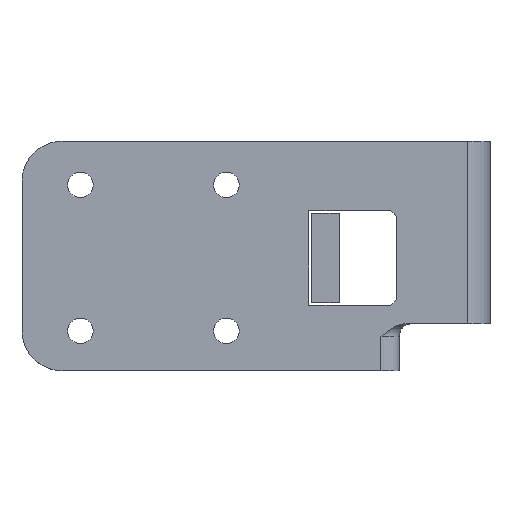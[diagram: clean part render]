
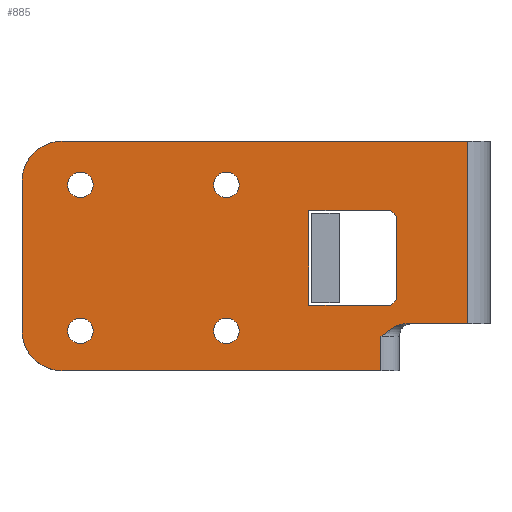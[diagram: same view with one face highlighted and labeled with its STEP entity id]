
A CAD part, top view. The second image highlights one B-rep face of the part: STEP entity #885.
In plain terms, the highlighted planar face has unit normal (0, 0, 1).
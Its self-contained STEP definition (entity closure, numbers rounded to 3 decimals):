
#22=B_SPLINE_CURVE_WITH_KNOTS('',3,(#1408,#1409,#1410,#1411,#1412,#1413,
#1414,#1415),.UNSPECIFIED.,.F.,.F.,(4,2,2,4),(0.,0.228,0.3,
0.371),.UNSPECIFIED.);
#30=FACE_BOUND('',#143,.T.);
#31=FACE_BOUND('',#144,.T.);
#32=FACE_BOUND('',#145,.T.);
#33=FACE_BOUND('',#146,.T.);
#34=FACE_BOUND('',#147,.T.);
#50=PLANE('',#963);
#81=FACE_OUTER_BOUND('',#142,.T.);
#142=EDGE_LOOP('',(#643,#644,#645,#646,#647,#648,#649,#650,#651));
#143=EDGE_LOOP('',(#652));
#144=EDGE_LOOP('',(#653));
#145=EDGE_LOOP('',(#654));
#146=EDGE_LOOP('',(#655));
#147=EDGE_LOOP('',(#656,#657,#658,#659,#660,#661));
#228=LINE('',#1396,#304);
#229=LINE('',#1400,#305);
#230=LINE('',#1404,#306);
#231=LINE('',#1406,#307);
#232=LINE('',#1417,#308);
#233=LINE('',#1418,#309);
#234=LINE('',#1429,#310);
#235=LINE('',#1431,#311);
#236=LINE('',#1433,#312);
#237=LINE('',#1435,#313);
#238=LINE('',#1437,#314);
#239=LINE('',#1438,#315);
#304=VECTOR('',#1096,10.);
#305=VECTOR('',#1099,10.);
#306=VECTOR('',#1102,10.);
#307=VECTOR('',#1103,10.);
#308=VECTOR('',#1104,10.);
#309=VECTOR('',#1105,10.);
#310=VECTOR('',#1114,10.);
#311=VECTOR('',#1115,10.);
#312=VECTOR('',#1116,10.);
#313=VECTOR('',#1117,10.);
#314=VECTOR('',#1118,10.);
#315=VECTOR('',#1119,10.);
#372=CIRCLE('',#964,5.5);
#373=CIRCLE('',#965,5.5);
#374=CIRCLE('',#966,1.75);
#375=CIRCLE('',#967,1.75);
#376=CIRCLE('',#968,1.75);
#377=CIRCLE('',#969,1.75);
#435=VERTEX_POINT('',#1394);
#436=VERTEX_POINT('',#1395);
#437=VERTEX_POINT('',#1397);
#438=VERTEX_POINT('',#1399);
#439=VERTEX_POINT('',#1401);
#440=VERTEX_POINT('',#1403);
#441=VERTEX_POINT('',#1405);
#442=VERTEX_POINT('',#1407);
#443=VERTEX_POINT('',#1416);
#444=VERTEX_POINT('',#1419);
#445=VERTEX_POINT('',#1421);
#446=VERTEX_POINT('',#1423);
#447=VERTEX_POINT('',#1425);
#448=VERTEX_POINT('',#1427);
#449=VERTEX_POINT('',#1428);
#450=VERTEX_POINT('',#1430);
#451=VERTEX_POINT('',#1432);
#452=VERTEX_POINT('',#1434);
#453=VERTEX_POINT('',#1436);
#517=EDGE_CURVE('',#435,#436,#228,.T.);
#518=EDGE_CURVE('',#435,#437,#372,.T.);
#519=EDGE_CURVE('',#438,#437,#229,.T.);
#520=EDGE_CURVE('',#438,#439,#373,.T.);
#521=EDGE_CURVE('',#440,#439,#230,.T.);
#522=EDGE_CURVE('',#440,#441,#231,.T.);
#523=EDGE_CURVE('',#441,#442,#22,.T.);
#524=EDGE_CURVE('',#443,#442,#232,.T.);
#525=EDGE_CURVE('',#436,#443,#233,.T.);
#526=EDGE_CURVE('',#444,#444,#374,.T.);
#527=EDGE_CURVE('',#445,#445,#375,.T.);
#528=EDGE_CURVE('',#446,#446,#376,.T.);
#529=EDGE_CURVE('',#447,#447,#377,.T.);
#530=EDGE_CURVE('',#448,#449,#234,.T.);
#531=EDGE_CURVE('',#449,#450,#235,.T.);
#532=EDGE_CURVE('',#450,#451,#236,.T.);
#533=EDGE_CURVE('',#451,#452,#237,.T.);
#534=EDGE_CURVE('',#452,#453,#238,.T.);
#535=EDGE_CURVE('',#453,#448,#239,.T.);
#643=ORIENTED_EDGE('',*,*,#517,.F.);
#644=ORIENTED_EDGE('',*,*,#518,.T.);
#645=ORIENTED_EDGE('',*,*,#519,.F.);
#646=ORIENTED_EDGE('',*,*,#520,.T.);
#647=ORIENTED_EDGE('',*,*,#521,.F.);
#648=ORIENTED_EDGE('',*,*,#522,.T.);
#649=ORIENTED_EDGE('',*,*,#523,.T.);
#650=ORIENTED_EDGE('',*,*,#524,.F.);
#651=ORIENTED_EDGE('',*,*,#525,.F.);
#652=ORIENTED_EDGE('',*,*,#526,.T.);
#653=ORIENTED_EDGE('',*,*,#527,.T.);
#654=ORIENTED_EDGE('',*,*,#528,.T.);
#655=ORIENTED_EDGE('',*,*,#529,.T.);
#656=ORIENTED_EDGE('',*,*,#530,.T.);
#657=ORIENTED_EDGE('',*,*,#531,.T.);
#658=ORIENTED_EDGE('',*,*,#532,.T.);
#659=ORIENTED_EDGE('',*,*,#533,.T.);
#660=ORIENTED_EDGE('',*,*,#534,.T.);
#661=ORIENTED_EDGE('',*,*,#535,.T.);
#885=ADVANCED_FACE('',(#81,#30,#31,#32,#33,#34),#50,.T.);
#963=AXIS2_PLACEMENT_3D('',#1393,#1094,#1095);
#964=AXIS2_PLACEMENT_3D('',#1398,#1097,#1098);
#965=AXIS2_PLACEMENT_3D('',#1402,#1100,#1101);
#966=AXIS2_PLACEMENT_3D('',#1420,#1106,#1107);
#967=AXIS2_PLACEMENT_3D('',#1422,#1108,#1109);
#968=AXIS2_PLACEMENT_3D('',#1424,#1110,#1111);
#969=AXIS2_PLACEMENT_3D('',#1426,#1112,#1113);
#1094=DIRECTION('center_axis',(0.,0.,
1.));
#1095=DIRECTION('ref_axis',(1.,0.,0.));
#1096=DIRECTION('',(1.,0.,0.));
#1097=DIRECTION('center_axis',(0.,0.,
1.));
#1098=DIRECTION('ref_axis',(-0.707,0.707,0.));
#1099=DIRECTION('',(0.,1.,0.));
#1100=DIRECTION('center_axis',(0.,0.,
1.));
#1101=DIRECTION('ref_axis',(-0.707,-0.707,0.));
#1102=DIRECTION('',(-1.,0.,0.));
#1103=DIRECTION('',(0.,1.,0.));
#1104=DIRECTION('',(-1.,0.,0.));
#1105=DIRECTION('',(0.,-1.,0.));
#1106=DIRECTION('center_axis',(0.,0.,
-1.));
#1107=DIRECTION('ref_axis',(1.,0.,0.));
#1108=DIRECTION('center_axis',(0.,0.,
-1.));
#1109=DIRECTION('ref_axis',(1.,0.,0.));
#1110=DIRECTION('center_axis',(0.,0.,
-1.));
#1111=DIRECTION('ref_axis',(1.,0.,0.));
#1112=DIRECTION('center_axis',(0.,0.,
-1.));
#1113=DIRECTION('ref_axis',(1.,0.,0.));
#1114=DIRECTION('',(1.,0.,0.));
#1115=DIRECTION('',(0.707,-0.707,0.));
#1116=DIRECTION('',(0.,-1.,0.));
#1117=DIRECTION('',(-0.707,-0.707,0.));
#1118=DIRECTION('',(-1.,0.,0.));
#1119=DIRECTION('',(0.,1.,0.));
#1393=CARTESIAN_POINT('Origin',(11.03,0.273,172.));
#1394=CARTESIAN_POINT('',(-15.5,16.,172.));
#1395=CARTESIAN_POINT('',(40.06,16.,172.));
#1396=CARTESIAN_POINT('',(-18.,16.,172.));
#1397=CARTESIAN_POINT('',(-21.,10.5,172.));
#1398=CARTESIAN_POINT('Origin',(-15.5,10.5,172.));
#1399=CARTESIAN_POINT('',(-21.,-9.955,172.));
#1400=CARTESIAN_POINT('',(-21.,-15.455,172.));
#1401=CARTESIAN_POINT('',(-15.5,-15.455,172.));
#1402=CARTESIAN_POINT('Origin',(-15.5,-9.955,172.));
#1403=CARTESIAN_POINT('',(28.183,-15.455,172.));
#1404=CARTESIAN_POINT('',(37.06,-15.455,172.));
#1405=CARTESIAN_POINT('',(28.183,-10.75,172.));
#1406=CARTESIAN_POINT('',(28.183,-15.455,172.));
#1407=CARTESIAN_POINT('',(31.62,-9.,172.));
#1408=CARTESIAN_POINT('Ctrl Pts',(28.183,-10.75,172.));
#1409=CARTESIAN_POINT('Ctrl Pts',(28.766,-10.261,172.));
#1410=CARTESIAN_POINT('Ctrl Pts',(29.474,-9.684,172.));
#1411=CARTESIAN_POINT('Ctrl Pts',(30.376,-9.257,172.));
#1412=CARTESIAN_POINT('Ctrl Pts',(30.621,-9.162,172.));
#1413=CARTESIAN_POINT('Ctrl Pts',(31.123,-9.033,172.));
#1414=CARTESIAN_POINT('Ctrl Pts',(31.381,-9.,172.));
#1415=CARTESIAN_POINT('Ctrl Pts',(31.62,-9.,172.));
#1416=CARTESIAN_POINT('',(40.06,-9.,172.));
#1417=CARTESIAN_POINT('',(23.072,-9.,172.));
#1418=CARTESIAN_POINT('',(40.06,16.,172.));
#1419=CARTESIAN_POINT('',(-14.75,10.,172.));
#1420=CARTESIAN_POINT('Origin',(-13.,10.,172.));
#1421=CARTESIAN_POINT('',(5.25,-10.,172.));
#1422=CARTESIAN_POINT('Origin',(7.,-10.,172.));
#1423=CARTESIAN_POINT('',(-14.75,-10.,172.));
#1424=CARTESIAN_POINT('Origin',(-13.,-10.,172.));
#1425=CARTESIAN_POINT('',(5.25,10.,172.));
#1426=CARTESIAN_POINT('Origin',(7.,10.,172.));
#1427=CARTESIAN_POINT('',(18.298,6.5,172.));
#1428=CARTESIAN_POINT('',(29.505,6.5,172.));
#1429=CARTESIAN_POINT('',(29.505,6.5,172.));
#1430=CARTESIAN_POINT('',(30.298,5.707,172.));
#1431=CARTESIAN_POINT('',(30.298,5.707,172.));
#1432=CARTESIAN_POINT('',(30.298,-5.707,172.));
#1433=CARTESIAN_POINT('',(30.298,-5.707,172.));
#1434=CARTESIAN_POINT('',(29.505,-6.5,172.));
#1435=CARTESIAN_POINT('',(29.505,-6.5,172.));
#1436=CARTESIAN_POINT('',(18.298,-6.5,172.));
#1437=CARTESIAN_POINT('',(22.091,-6.5,172.));
#1438=CARTESIAN_POINT('',(18.298,-2.717,172.));
